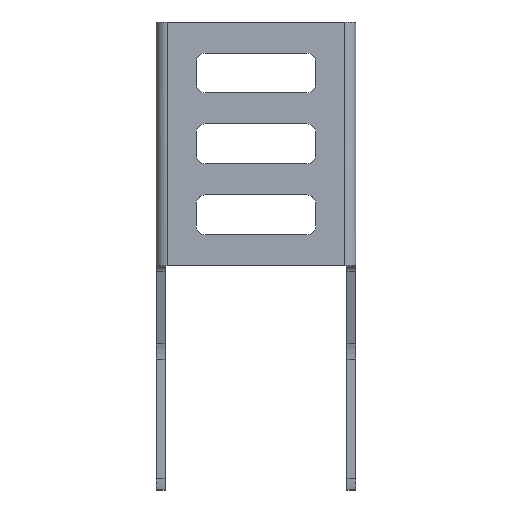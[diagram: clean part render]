
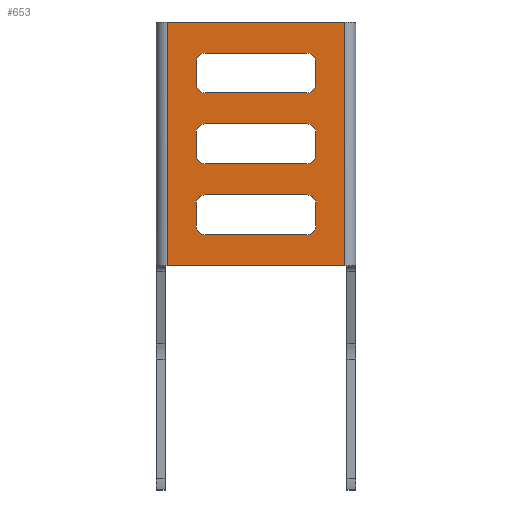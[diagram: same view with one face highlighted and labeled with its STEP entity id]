
A CAD part, top view. The second image highlights one B-rep face of the part: STEP entity #653.
In plain terms, the highlighted planar face has unit normal (0, 0, 1).
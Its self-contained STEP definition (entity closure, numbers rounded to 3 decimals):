
#653=ADVANCED_FACE('',(#929,#930,#931,#932),#810,.F.);
#810=PLANE('',#5603);
#929=FACE_BOUND('',#1159,.T.);
#930=FACE_BOUND('',#1160,.T.);
#931=FACE_BOUND('',#1161,.T.);
#932=FACE_BOUND('',#1162,.T.);
#1159=EDGE_LOOP('',(#3144,#3145,#3146,#3147));
#1160=EDGE_LOOP('',(#3148,#3149,#3150,#3151,#3152,#3153,#3154,#3155));
#1161=EDGE_LOOP('',(#3156,#3157,#3158,#3159,#3160,#3161,#3162,#3163));
#1162=EDGE_LOOP('',(#3164,#3165,#3166,#3167,#3168,#3169,#3170,#3171));
#1537=LINE('',#8401,#1970);
#1555=LINE('',#8461,#1988);
#1585=LINE('',#8523,#2018);
#1586=LINE('',#8525,#2019);
#1587=LINE('',#8529,#2020);
#1588=LINE('',#8533,#2021);
#1589=LINE('',#8537,#2022);
#1590=LINE('',#8541,#2023);
#1591=LINE('',#8545,#2024);
#1592=LINE('',#8549,#2025);
#1593=LINE('',#8553,#2026);
#1594=LINE('',#8557,#2027);
#1595=LINE('',#8561,#2028);
#1596=LINE('',#8565,#2029);
#1597=LINE('',#8569,#2030);
#1598=LINE('',#8573,#2031);
#1970=VECTOR('',#6774,1.);
#1988=VECTOR('',#6820,1.);
#2018=VECTOR('',#6912,1.);
#2019=VECTOR('',#6915,1.);
#2020=VECTOR('',#6918,1.);
#2021=VECTOR('',#6921,1.);
#2022=VECTOR('',#6924,1.);
#2023=VECTOR('',#6927,1.);
#2024=VECTOR('',#6930,1.);
#2025=VECTOR('',#6933,1.);
#2026=VECTOR('',#6936,1.);
#2027=VECTOR('',#6939,1.);
#2028=VECTOR('',#6942,1.);
#2029=VECTOR('',#6945,1.);
#2030=VECTOR('',#6948,1.);
#2031=VECTOR('',#6951,1.);
#3144=ORIENTED_EDGE('',*,*,#4692,.T.);
#3145=ORIENTED_EDGE('',*,*,#4630,.F.);
#3146=ORIENTED_EDGE('',*,*,#4691,.F.);
#3147=ORIENTED_EDGE('',*,*,#4660,.T.);
#3148=ORIENTED_EDGE('',*,*,#4693,.T.);
#3149=ORIENTED_EDGE('',*,*,#4694,.T.);
#3150=ORIENTED_EDGE('',*,*,#4695,.T.);
#3151=ORIENTED_EDGE('',*,*,#4696,.T.);
#3152=ORIENTED_EDGE('',*,*,#4697,.T.);
#3153=ORIENTED_EDGE('',*,*,#4698,.T.);
#3154=ORIENTED_EDGE('',*,*,#4699,.T.);
#3155=ORIENTED_EDGE('',*,*,#4700,.T.);
#3156=ORIENTED_EDGE('',*,*,#4701,.T.);
#3157=ORIENTED_EDGE('',*,*,#4702,.T.);
#3158=ORIENTED_EDGE('',*,*,#4703,.T.);
#3159=ORIENTED_EDGE('',*,*,#4704,.T.);
#3160=ORIENTED_EDGE('',*,*,#4705,.T.);
#3161=ORIENTED_EDGE('',*,*,#4706,.T.);
#3162=ORIENTED_EDGE('',*,*,#4707,.T.);
#3163=ORIENTED_EDGE('',*,*,#4708,.T.);
#3164=ORIENTED_EDGE('',*,*,#4709,.T.);
#3165=ORIENTED_EDGE('',*,*,#4710,.T.);
#3166=ORIENTED_EDGE('',*,*,#4711,.T.);
#3167=ORIENTED_EDGE('',*,*,#4712,.T.);
#3168=ORIENTED_EDGE('',*,*,#4713,.T.);
#3169=ORIENTED_EDGE('',*,*,#4714,.T.);
#3170=ORIENTED_EDGE('',*,*,#4715,.T.);
#3171=ORIENTED_EDGE('',*,*,#4716,.T.);
#4032=VERTEX_POINT('',#8398);
#4033=VERTEX_POINT('',#8402);
#4060=VERTEX_POINT('',#8460);
#4061=VERTEX_POINT('',#8462);
#4062=VERTEX_POINT('',#8527);
#4063=VERTEX_POINT('',#8528);
#4064=VERTEX_POINT('',#8530);
#4065=VERTEX_POINT('',#8532);
#4066=VERTEX_POINT('',#8534);
#4067=VERTEX_POINT('',#8536);
#4068=VERTEX_POINT('',#8538);
#4069=VERTEX_POINT('',#8540);
#4070=VERTEX_POINT('',#8543);
#4071=VERTEX_POINT('',#8544);
#4072=VERTEX_POINT('',#8546);
#4073=VERTEX_POINT('',#8548);
#4074=VERTEX_POINT('',#8550);
#4075=VERTEX_POINT('',#8552);
#4076=VERTEX_POINT('',#8554);
#4077=VERTEX_POINT('',#8556);
#4078=VERTEX_POINT('',#8559);
#4079=VERTEX_POINT('',#8560);
#4080=VERTEX_POINT('',#8562);
#4081=VERTEX_POINT('',#8564);
#4082=VERTEX_POINT('',#8566);
#4083=VERTEX_POINT('',#8568);
#4084=VERTEX_POINT('',#8570);
#4085=VERTEX_POINT('',#8572);
#4630=EDGE_CURVE('',#4032,#4033,#1537,.T.);
#4660=EDGE_CURVE('',#4061,#4060,#1555,.T.);
#4691=EDGE_CURVE('',#4061,#4032,#1585,.T.);
#4692=EDGE_CURVE('',#4060,#4033,#1586,.T.);
#4693=EDGE_CURVE('',#4062,#4063,#5125,.T.);
#4694=EDGE_CURVE('',#4063,#4064,#1587,.T.);
#4695=EDGE_CURVE('',#4064,#4065,#5126,.T.);
#4696=EDGE_CURVE('',#4065,#4066,#1588,.T.);
#4697=EDGE_CURVE('',#4066,#4067,#5127,.T.);
#4698=EDGE_CURVE('',#4067,#4068,#1589,.T.);
#4699=EDGE_CURVE('',#4068,#4069,#5128,.T.);
#4700=EDGE_CURVE('',#4069,#4062,#1590,.T.);
#4701=EDGE_CURVE('',#4070,#4071,#5129,.T.);
#4702=EDGE_CURVE('',#4071,#4072,#1591,.T.);
#4703=EDGE_CURVE('',#4072,#4073,#5130,.T.);
#4704=EDGE_CURVE('',#4073,#4074,#1592,.T.);
#4705=EDGE_CURVE('',#4074,#4075,#5131,.T.);
#4706=EDGE_CURVE('',#4075,#4076,#1593,.T.);
#4707=EDGE_CURVE('',#4076,#4077,#5132,.T.);
#4708=EDGE_CURVE('',#4077,#4070,#1594,.T.);
#4709=EDGE_CURVE('',#4078,#4079,#5133,.T.);
#4710=EDGE_CURVE('',#4079,#4080,#1595,.T.);
#4711=EDGE_CURVE('',#4080,#4081,#5134,.T.);
#4712=EDGE_CURVE('',#4081,#4082,#1596,.T.);
#4713=EDGE_CURVE('',#4082,#4083,#5135,.T.);
#4714=EDGE_CURVE('',#4083,#4084,#1597,.T.);
#4715=EDGE_CURVE('',#4084,#4085,#5136,.T.);
#4716=EDGE_CURVE('',#4085,#4078,#1598,.T.);
#5125=CIRCLE('',#5591,2.);
#5126=CIRCLE('',#5592,2.);
#5127=CIRCLE('',#5593,2.);
#5128=CIRCLE('',#5594,2.);
#5129=CIRCLE('',#5595,2.);
#5130=CIRCLE('',#5596,2.);
#5131=CIRCLE('',#5597,2.);
#5132=CIRCLE('',#5598,2.);
#5133=CIRCLE('',#5599,2.);
#5134=CIRCLE('',#5600,2.);
#5135=CIRCLE('',#5601,2.);
#5136=CIRCLE('',#5602,2.);
#5591=AXIS2_PLACEMENT_3D('',#8526,#6916,#6917);
#5592=AXIS2_PLACEMENT_3D('',#8531,#6919,#6920);
#5593=AXIS2_PLACEMENT_3D('',#8535,#6922,#6923);
#5594=AXIS2_PLACEMENT_3D('',#8539,#6925,#6926);
#5595=AXIS2_PLACEMENT_3D('',#8542,#6928,#6929);
#5596=AXIS2_PLACEMENT_3D('',#8547,#6931,#6932);
#5597=AXIS2_PLACEMENT_3D('',#8551,#6934,#6935);
#5598=AXIS2_PLACEMENT_3D('',#8555,#6937,#6938);
#5599=AXIS2_PLACEMENT_3D('',#8558,#6940,#6941);
#5600=AXIS2_PLACEMENT_3D('',#8563,#6943,#6944);
#5601=AXIS2_PLACEMENT_3D('',#8567,#6946,#6947);
#5602=AXIS2_PLACEMENT_3D('',#8571,#6949,#6950);
#5603=AXIS2_PLACEMENT_3D('',#8574,#6952,#6953);
#6774=DIRECTION('',(-1.,0.,0.));
#6820=DIRECTION('',(-1.,0.,0.));
#6912=DIRECTION('',(0.,-1.,0.));
#6915=DIRECTION('',(0.,-1.,0.));
#6916=DIRECTION('',(0.,0.,-1.));
#6917=DIRECTION('',(-1.,0.,0.));
#6918=DIRECTION('',(1.,0.,0.));
#6919=DIRECTION('',(0.,0.,-1.));
#6920=DIRECTION('',(0.,1.,0.));
#6921=DIRECTION('',(0.,-1.,0.));
#6922=DIRECTION('',(0.,0.,-1.));
#6923=DIRECTION('',(1.,0.,0.));
#6924=DIRECTION('',(-1.,0.,0.));
#6925=DIRECTION('',(0.,0.,-1.));
#6926=DIRECTION('',(0.,-1.,0.));
#6927=DIRECTION('',(0.,1.,0.));
#6928=DIRECTION('',(0.,0.,-1.));
#6929=DIRECTION('',(-1.,0.,0.));
#6930=DIRECTION('',(1.,0.,0.));
#6931=DIRECTION('',(0.,0.,-1.));
#6932=DIRECTION('',(0.,1.,0.));
#6933=DIRECTION('',(0.,-1.,0.));
#6934=DIRECTION('',(0.,0.,-1.));
#6935=DIRECTION('',(1.,0.,0.));
#6936=DIRECTION('',(-1.,0.,0.));
#6937=DIRECTION('',(0.,0.,-1.));
#6938=DIRECTION('',(0.,-1.,0.));
#6939=DIRECTION('',(0.,1.,0.));
#6940=DIRECTION('',(0.,0.,-1.));
#6941=DIRECTION('',(-1.,0.,0.));
#6942=DIRECTION('',(1.,0.,0.));
#6943=DIRECTION('',(0.,0.,-1.));
#6944=DIRECTION('',(0.,1.,0.));
#6945=DIRECTION('',(0.,-1.,0.));
#6946=DIRECTION('',(0.,0.,-1.));
#6947=DIRECTION('',(1.,0.,0.));
#6948=DIRECTION('',(-1.,0.,0.));
#6949=DIRECTION('',(0.,0.,-1.));
#6950=DIRECTION('',(0.,-1.,0.));
#6951=DIRECTION('',(0.,1.,0.));
#6952=DIRECTION('',(0.,0.,-1.));
#6953=DIRECTION('',(1.,0.,0.));
#8398=CARTESIAN_POINT('',(57.,-190.,21.5));
#8401=CARTESIAN_POINT('',(57.,-190.,21.5));
#8402=CARTESIAN_POINT('',(17.,-190.,21.5));
#8460=CARTESIAN_POINT('',(17.,-135.,21.5));
#8461=CARTESIAN_POINT('',(57.,-135.,21.5));
#8462=CARTESIAN_POINT('',(57.,-135.,21.5));
#8523=CARTESIAN_POINT('',(57.,-135.,21.5));
#8525=CARTESIAN_POINT('',(17.,-135.,21.5));
#8526=CARTESIAN_POINT('',(25.5,-176.,21.5));
#8527=CARTESIAN_POINT('',(23.5,-176.,21.5));
#8528=CARTESIAN_POINT('',(25.5,-174.,21.5));
#8529=CARTESIAN_POINT('',(25.5,-174.,21.5));
#8530=CARTESIAN_POINT('',(48.5,-174.,21.5));
#8531=CARTESIAN_POINT('',(48.5,-176.,21.5));
#8532=CARTESIAN_POINT('',(50.5,-176.,21.5));
#8533=CARTESIAN_POINT('',(50.5,-176.,21.5));
#8534=CARTESIAN_POINT('',(50.5,-181.,21.5));
#8535=CARTESIAN_POINT('',(48.5,-181.,21.5));
#8536=CARTESIAN_POINT('',(48.5,-183.,21.5));
#8537=CARTESIAN_POINT('',(48.5,-183.,21.5));
#8538=CARTESIAN_POINT('',(25.5,-183.,21.5));
#8539=CARTESIAN_POINT('',(25.5,-181.,21.5));
#8540=CARTESIAN_POINT('',(23.5,-181.,21.5));
#8541=CARTESIAN_POINT('',(23.5,-181.,21.5));
#8542=CARTESIAN_POINT('',(25.5,-144.,21.5));
#8543=CARTESIAN_POINT('',(23.5,-144.,21.5));
#8544=CARTESIAN_POINT('',(25.5,-142.,21.5));
#8545=CARTESIAN_POINT('',(25.5,-142.,21.5));
#8546=CARTESIAN_POINT('',(48.5,-142.,21.5));
#8547=CARTESIAN_POINT('',(48.5,-144.,21.5));
#8548=CARTESIAN_POINT('',(50.5,-144.,21.5));
#8549=CARTESIAN_POINT('',(50.5,-144.,21.5));
#8550=CARTESIAN_POINT('',(50.5,-149.,21.5));
#8551=CARTESIAN_POINT('',(48.5,-149.,21.5));
#8552=CARTESIAN_POINT('',(48.5,-151.,21.5));
#8553=CARTESIAN_POINT('',(48.5,-151.,21.5));
#8554=CARTESIAN_POINT('',(25.5,-151.,21.5));
#8555=CARTESIAN_POINT('',(25.5,-149.,21.5));
#8556=CARTESIAN_POINT('',(23.5,-149.,21.5));
#8557=CARTESIAN_POINT('',(23.5,-149.,21.5));
#8558=CARTESIAN_POINT('',(25.5,-160.,21.5));
#8559=CARTESIAN_POINT('',(23.5,-160.,21.5));
#8560=CARTESIAN_POINT('',(25.5,-158.,21.5));
#8561=CARTESIAN_POINT('',(25.5,-158.,21.5));
#8562=CARTESIAN_POINT('',(48.5,-158.,21.5));
#8563=CARTESIAN_POINT('',(48.5,-160.,21.5));
#8564=CARTESIAN_POINT('',(50.5,-160.,21.5));
#8565=CARTESIAN_POINT('',(50.5,-160.,21.5));
#8566=CARTESIAN_POINT('',(50.5,-165.,21.5));
#8567=CARTESIAN_POINT('',(48.5,-165.,21.5));
#8568=CARTESIAN_POINT('',(48.5,-167.,21.5));
#8569=CARTESIAN_POINT('',(48.5,-167.,21.5));
#8570=CARTESIAN_POINT('',(25.5,-167.,21.5));
#8571=CARTESIAN_POINT('',(25.5,-165.,21.5));
#8572=CARTESIAN_POINT('',(23.5,-165.,21.5));
#8573=CARTESIAN_POINT('',(23.5,-165.,21.5));
#8574=CARTESIAN_POINT('',(57.,-135.,21.5));
